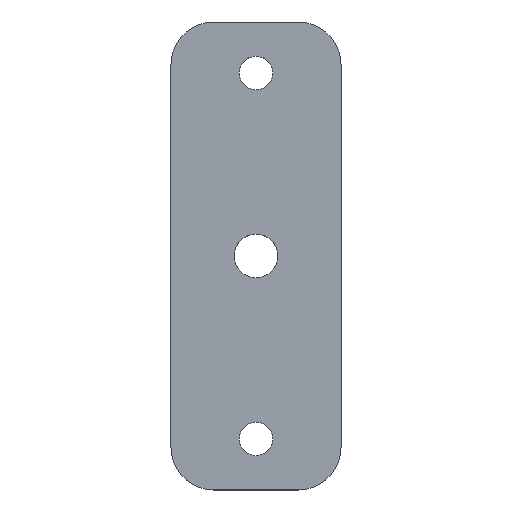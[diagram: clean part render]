
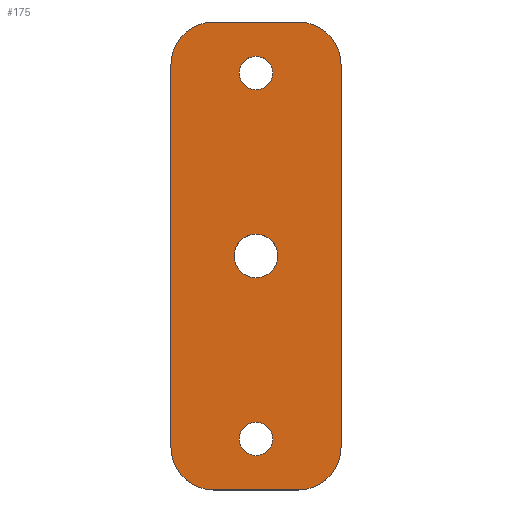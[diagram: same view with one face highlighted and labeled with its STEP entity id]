
A CAD part, top view. The second image highlights one B-rep face of the part: STEP entity #175.
In plain terms, the highlighted planar face has unit normal (0, 0, 1).
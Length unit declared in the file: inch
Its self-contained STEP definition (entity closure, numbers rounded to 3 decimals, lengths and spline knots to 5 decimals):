
#8 = CARTESIAN_POINT ( 'NONE',  ( -10.902, 4.825, 1.25 ) ) ;
#16 = CARTESIAN_POINT ( 'NONE',  ( -10.75, 5.125, 1.25 ) ) ;
#18 = EDGE_CURVE ( 'NONE', #95, #287, #577, .T. ) ;
#22 = VERTEX_POINT ( 'NONE', #376 ) ;
#23 = DIRECTION ( 'NONE',  ( 0., 0., 1. ) ) ;
#27 = DIRECTION ( 'NONE',  ( 1., 0., 0. ) ) ;
#33 = CARTESIAN_POINT ( 'NONE',  ( -10.5, 2.625, 1.25 ) ) ;
#35 = AXIS2_PLACEMENT_3D ( 'NONE', #374, #557, #109 ) ;
#36 = CARTESIAN_POINT ( 'NONE',  ( -11., 4.825, 1.25 ) ) ;
#41 = DIRECTION ( 'NONE',  ( 0., 0., 1. ) ) ;
#42 = ORIENTED_EDGE ( 'NONE', *, *, #18, .T. ) ;
#43 = CIRCLE ( 'NONE', #259, 0.25 ) ;
#45 = DIRECTION ( 'NONE',  ( -1., 0., 0. ) ) ;
#46 = DIRECTION ( 'NONE',  ( 0., 0., 1. ) ) ;
#47 = CARTESIAN_POINT ( 'NONE',  ( -11.25, 2.375, 1.25 ) ) ;
#54 = CARTESIAN_POINT ( 'NONE',  ( -11., 3.75, 1.25 ) ) ;
#57 = DIRECTION ( 'NONE',  ( -1., 0., 0. ) ) ;
#60 = EDGE_CURVE ( 'NONE', #349, #318, #187, .T. ) ;
#64 = ORIENTED_EDGE ( 'NONE', *, *, #105, .F. ) ;
#72 = DIRECTION ( 'NONE',  ( -1., 0., 0. ) ) ;
#75 = VERTEX_POINT ( 'NONE', #179 ) ;
#80 = EDGE_CURVE ( 'NONE', #359, #602, #94, .T. ) ;
#81 = CARTESIAN_POINT ( 'NONE',  ( -10.8715, 3.75, 1.25 ) ) ;
#94 = CIRCLE ( 'NONE', #35, 0.25 ) ;
#95 = VERTEX_POINT ( 'NONE', #305 ) ;
#105 = EDGE_CURVE ( 'NONE', #548, #591, #169, .T. ) ;
#107 = DIRECTION ( 'NONE',  ( 0., 0., 1. ) ) ;
#109 = DIRECTION ( 'NONE',  ( -1., 0., 0. ) ) ;
#110 = AXIS2_PLACEMENT_3D ( 'NONE', #216, #541, #72 ) ;
#116 = ORIENTED_EDGE ( 'NONE', *, *, #244, .F. ) ;
#117 = CIRCLE ( 'NONE', #468, 0.25 ) ;
#119 = ORIENTED_EDGE ( 'NONE', *, *, #526, .T. ) ;
#127 = AXIS2_PLACEMENT_3D ( 'NONE', #246, #529, #578 ) ;
#139 = EDGE_CURVE ( 'NONE', #287, #359, #248, .T. ) ;
#145 = FACE_OUTER_BOUND ( 'NONE', #442, .T. ) ;
#146 = EDGE_CURVE ( 'NONE', #22, #75, #534, .T. ) ;
#147 = EDGE_LOOP ( 'NONE', ( #365, #64 ) ) ;
#149 = FACE_BOUND ( 'NONE', #263, .T. ) ;
#152 = DIRECTION ( 'NONE',  ( 1., 0., 0. ) ) ;
#161 = PLANE ( 'NONE',  #554 ) ;
#169 = CIRCLE ( 'NONE', #127, 0.098 ) ;
#170 = LINE ( 'NONE', #584, #273 ) ;
#175 = ADVANCED_FACE ( 'NONE', ( #354, #145, #537, #149 ), #161, .T. ) ;
#179 = CARTESIAN_POINT ( 'NONE',  ( -11.098, 2.675, 1.25 ) ) ;
#180 = CARTESIAN_POINT ( 'NONE',  ( -11.25, 2.625, 1.25 ) ) ;
#181 = DIRECTION ( 'NONE',  ( 1., 0., 0. ) ) ;
#187 = CIRCLE ( 'NONE', #509, 0.1285 ) ;
#195 = VERTEX_POINT ( 'NONE', #257 ) ;
#196 = CIRCLE ( 'NONE', #429, 0.098 ) ;
#202 = ORIENTED_EDGE ( 'NONE', *, *, #508, .T. ) ;
#203 = CARTESIAN_POINT ( 'NONE',  ( -11.098, 4.825, 1.25 ) ) ;
#204 = CARTESIAN_POINT ( 'NONE',  ( -10.5, 2.625, 1.25 ) ) ;
#206 = CARTESIAN_POINT ( 'NONE',  ( -11.5, 4.875, 1.25 ) ) ;
#208 = ORIENTED_EDGE ( 'NONE', *, *, #60, .F. ) ;
#216 = CARTESIAN_POINT ( 'NONE',  ( -11., 2.675, 1.25 ) ) ;
#230 = DIRECTION ( 'NONE',  ( -1., 0., 0. ) ) ;
#240 = ORIENTED_EDGE ( 'NONE', *, *, #303, .T. ) ;
#242 = AXIS2_PLACEMENT_3D ( 'NONE', #399, #23, #57 ) ;
#243 = DIRECTION ( 'NONE',  ( 1., 0., 0. ) ) ;
#244 = EDGE_CURVE ( 'NONE', #75, #22, #381, .T. ) ;
#246 = CARTESIAN_POINT ( 'NONE',  ( -11., 4.825, 1.25 ) ) ;
#248 = LINE ( 'NONE', #204, #276 ) ;
#257 = CARTESIAN_POINT ( 'NONE',  ( -11.25, 5.125, 1.25 ) ) ;
#259 = AXIS2_PLACEMENT_3D ( 'NONE', #180, #41, #230 ) ;
#260 = AXIS2_PLACEMENT_3D ( 'NONE', #310, #492, #27 ) ;
#263 = EDGE_LOOP ( 'NONE', ( #116, #530 ) ) ;
#273 = VECTOR ( 'NONE', #367, 39.37008 ) ;
#276 = VECTOR ( 'NONE', #482, 39.37008 ) ;
#280 = CARTESIAN_POINT ( 'NONE',  ( -11.25, 2.375, 1.25 ) ) ;
#287 = VERTEX_POINT ( 'NONE', #33 ) ;
#300 = ORIENTED_EDGE ( 'NONE', *, *, #339, .T. ) ;
#303 = EDGE_CURVE ( 'NONE', #195, #594, #117, .T. ) ;
#305 = CARTESIAN_POINT ( 'NONE',  ( -10.75, 2.375, 1.25 ) ) ;
#306 = VERTEX_POINT ( 'NONE', #545 ) ;
#310 = CARTESIAN_POINT ( 'NONE',  ( -11., 3.75, 1.25 ) ) ;
#311 = ORIENTED_EDGE ( 'NONE', *, *, #420, .F. ) ;
#316 = ORIENTED_EDGE ( 'NONE', *, *, #139, .T. ) ;
#317 = CARTESIAN_POINT ( 'NONE',  ( -11.1285, 3.75, 1.25 ) ) ;
#318 = VERTEX_POINT ( 'NONE', #81 ) ;
#320 = CARTESIAN_POINT ( 'NONE',  ( -10.5, 4.875, 1.25 ) ) ;
#323 = DIRECTION ( 'NONE',  ( 1., 0., 0. ) ) ;
#339 = EDGE_CURVE ( 'NONE', #594, #306, #170, .T. ) ;
#343 = ORIENTED_EDGE ( 'NONE', *, *, #445, .T. ) ;
#345 = CARTESIAN_POINT ( 'NONE',  ( -10.75, 2.625, 1.25 ) ) ;
#349 = VERTEX_POINT ( 'NONE', #317 ) ;
#354 = FACE_BOUND ( 'NONE', #408, .T. ) ;
#359 = VERTEX_POINT ( 'NONE', #320 ) ;
#365 = ORIENTED_EDGE ( 'NONE', *, *, #393, .F. ) ;
#367 = DIRECTION ( 'NONE',  ( 0., -1., 0. ) ) ;
#374 = CARTESIAN_POINT ( 'NONE',  ( -10.75, 4.875, 1.25 ) ) ;
#376 = CARTESIAN_POINT ( 'NONE',  ( -10.902, 2.675, 1.25 ) ) ;
#381 = CIRCLE ( 'NONE', #110, 0.098 ) ;
#384 = DIRECTION ( 'NONE',  ( 0., 0., 1. ) ) ;
#393 = EDGE_CURVE ( 'NONE', #591, #548, #196, .T. ) ;
#399 = CARTESIAN_POINT ( 'NONE',  ( -11., 2.675, 1.25 ) ) ;
#408 = EDGE_LOOP ( 'NONE', ( #208, #311 ) ) ;
#416 = DIRECTION ( 'NONE',  ( 0., 0., 1. ) ) ;
#420 = EDGE_CURVE ( 'NONE', #318, #349, #494, .T. ) ;
#421 = LINE ( 'NONE', #465, #476 ) ;
#426 = CARTESIAN_POINT ( 'NONE',  ( -10.75, 2.625, 1.25 ) ) ;
#429 = AXIS2_PLACEMENT_3D ( 'NONE', #36, #454, #323 ) ;
#442 = EDGE_LOOP ( 'NONE', ( #42, #316, #546, #119, #240, #300, #202, #343 ) ) ;
#445 = EDGE_CURVE ( 'NONE', #512, #95, #513, .T. ) ;
#454 = DIRECTION ( 'NONE',  ( 0., 0., 1. ) ) ;
#457 = AXIS2_PLACEMENT_3D ( 'NONE', #426, #46, #181 ) ;
#459 = DIRECTION ( 'NONE',  ( -1., 0., 0. ) ) ;
#462 = DIRECTION ( 'NONE',  ( 1., 0., 0. ) ) ;
#465 = CARTESIAN_POINT ( 'NONE',  ( -11.25, 5.125, 1.25 ) ) ;
#468 = AXIS2_PLACEMENT_3D ( 'NONE', #547, #416, #459 ) ;
#476 = VECTOR ( 'NONE', #45, 39.37008 ) ;
#482 = DIRECTION ( 'NONE',  ( 0., 1., 0. ) ) ;
#492 = DIRECTION ( 'NONE',  ( 0., 0., 1. ) ) ;
#494 = CIRCLE ( 'NONE', #260, 0.1285 ) ;
#508 = EDGE_CURVE ( 'NONE', #306, #512, #43, .T. ) ;
#509 = AXIS2_PLACEMENT_3D ( 'NONE', #54, #384, #243 ) ;
#512 = VERTEX_POINT ( 'NONE', #47 ) ;
#513 = LINE ( 'NONE', #280, #533 ) ;
#526 = EDGE_CURVE ( 'NONE', #602, #195, #421, .T. ) ;
#529 = DIRECTION ( 'NONE',  ( 0., 0., 1. ) ) ;
#530 = ORIENTED_EDGE ( 'NONE', *, *, #146, .F. ) ;
#533 = VECTOR ( 'NONE', #462, 39.37008 ) ;
#534 = CIRCLE ( 'NONE', #242, 0.098 ) ;
#537 = FACE_BOUND ( 'NONE', #147, .T. ) ;
#541 = DIRECTION ( 'NONE',  ( 0., 0., 1. ) ) ;
#545 = CARTESIAN_POINT ( 'NONE',  ( -11.5, 2.625, 1.25 ) ) ;
#546 = ORIENTED_EDGE ( 'NONE', *, *, #80, .T. ) ;
#547 = CARTESIAN_POINT ( 'NONE',  ( -11.25, 4.875, 1.25 ) ) ;
#548 = VERTEX_POINT ( 'NONE', #8 ) ;
#554 = AXIS2_PLACEMENT_3D ( 'NONE', #345, #107, #152 ) ;
#557 = DIRECTION ( 'NONE',  ( 0., 0., 1. ) ) ;
#577 = CIRCLE ( 'NONE', #457, 0.25 ) ;
#578 = DIRECTION ( 'NONE',  ( 1., 0., 0. ) ) ;
#584 = CARTESIAN_POINT ( 'NONE',  ( -11.5, 2.625, 1.25 ) ) ;
#591 = VERTEX_POINT ( 'NONE', #203 ) ;
#594 = VERTEX_POINT ( 'NONE', #206 ) ;
#602 = VERTEX_POINT ( 'NONE', #16 ) ;
